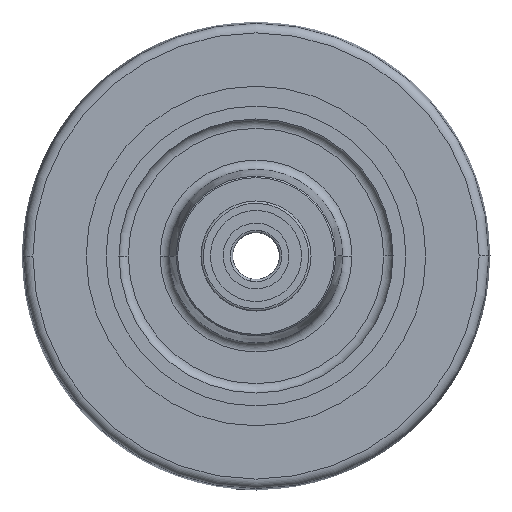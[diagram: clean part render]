
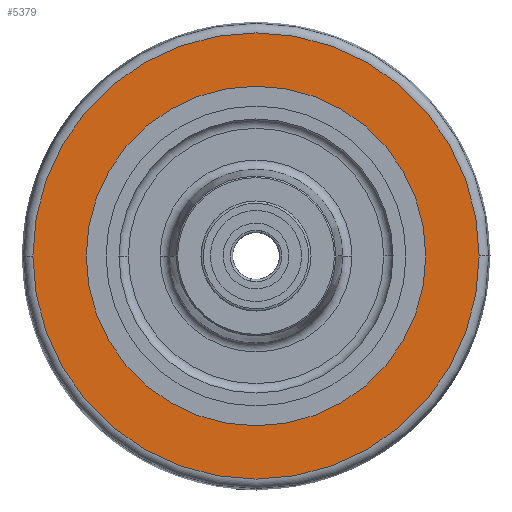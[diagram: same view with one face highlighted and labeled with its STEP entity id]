
A CAD part, left-side view. The second image highlights one B-rep face of the part: STEP entity #5379.
In plain terms, the highlighted planar face has unit normal (-1, 0, 0).
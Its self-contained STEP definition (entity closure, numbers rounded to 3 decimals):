
#353 = CARTESIAN_POINT ( 'NONE',  ( -25., 0., 72.5 ) ) ;
#386 = DIRECTION ( 'NONE',  ( -1., 0., 0. ) ) ;
#448 = DIRECTION ( 'NONE',  ( 0., -1., 0. ) ) ;
#457 = CARTESIAN_POINT ( 'NONE',  ( -25., -72.5, 0. ) ) ;
#833 = DIRECTION ( 'NONE',  ( -1., 0., 0. ) ) ;
#869 = CIRCLE ( 'NONE', #3948, 95.286 ) ;
#977 = EDGE_CURVE ( 'NONE', #1380, #4290, #6018, .T. ) ;
#1031 = DIRECTION ( 'NONE',  ( 0., -1., 0. ) ) ;
#1380 = VERTEX_POINT ( 'NONE', #4146 ) ;
#1550 = EDGE_CURVE ( 'NONE', #4290, #1380, #869, .T. ) ;
#2080 = DIRECTION ( 'NONE',  ( 0., 1., 0. ) ) ;
#2324 = DIRECTION ( 'NONE',  ( -1., 0., 0. ) ) ;
#2344 = CARTESIAN_POINT ( 'NONE',  ( -25., 0., 0. ) ) ;
#2485 = FACE_OUTER_BOUND ( 'NONE', #4715, .T. ) ;
#2593 = ORIENTED_EDGE ( 'NONE', *, *, #977, .T. ) ;
#2731 = AXIS2_PLACEMENT_3D ( 'NONE', #7321, #386, #6819 ) ;
#2767 = ORIENTED_EDGE ( 'NONE', *, *, #1550, .T. ) ;
#3085 = ORIENTED_EDGE ( 'NONE', *, *, #4259, .F. ) ;
#3180 = DIRECTION ( 'NONE',  ( 0., 1., 0. ) ) ;
#3323 = AXIS2_PLACEMENT_3D ( 'NONE', #353, #4995, #2080 ) ;
#3524 = CARTESIAN_POINT ( 'NONE',  ( -25., 95.286, 0. ) ) ;
#3772 = CARTESIAN_POINT ( 'NONE',  ( -25., 0., 0. ) ) ;
#3948 = AXIS2_PLACEMENT_3D ( 'NONE', #3772, #833, #3180 ) ;
#4146 = CARTESIAN_POINT ( 'NONE',  ( -25., -95.286, 0. ) ) ;
#4259 = EDGE_CURVE ( 'NONE', #6482, #6040, #7340, .T. ) ;
#4290 = VERTEX_POINT ( 'NONE', #3524 ) ;
#4412 = AXIS2_PLACEMENT_3D ( 'NONE', #2344, #2324, #1031 ) ;
#4577 = CARTESIAN_POINT ( 'NONE',  ( -25., 0., 0. ) ) ;
#4715 = EDGE_LOOP ( 'NONE', ( #2767, #2593 ) ) ;
#4976 = CIRCLE ( 'NONE', #5936, 72.5 ) ;
#4995 = DIRECTION ( 'NONE',  ( 1., 0., 0. ) ) ;
#5358 = ORIENTED_EDGE ( 'NONE', *, *, #6948, .F. ) ;
#5379 = ADVANCED_FACE ( 'NONE', ( #2485, #7142 ), #6559, .F. ) ;
#5936 = AXIS2_PLACEMENT_3D ( 'NONE', #4577, #7349, #448 ) ;
#6018 = CIRCLE ( 'NONE', #2731, 95.286 ) ;
#6040 = VERTEX_POINT ( 'NONE', #457 ) ;
#6043 = EDGE_LOOP ( 'NONE', ( #5358, #3085 ) ) ;
#6482 = VERTEX_POINT ( 'NONE', #7181 ) ;
#6559 = PLANE ( 'NONE',  #3323 ) ;
#6819 = DIRECTION ( 'NONE',  ( 0., 1., 0. ) ) ;
#6948 = EDGE_CURVE ( 'NONE', #6040, #6482, #4976, .T. ) ;
#7142 = FACE_BOUND ( 'NONE', #6043, .T. ) ;
#7181 = CARTESIAN_POINT ( 'NONE',  ( -25., 72.5, 0. ) ) ;
#7321 = CARTESIAN_POINT ( 'NONE',  ( -25., 0., 0. ) ) ;
#7340 = CIRCLE ( 'NONE', #4412, 72.5 ) ;
#7349 = DIRECTION ( 'NONE',  ( -1., 0., 0. ) ) ;
